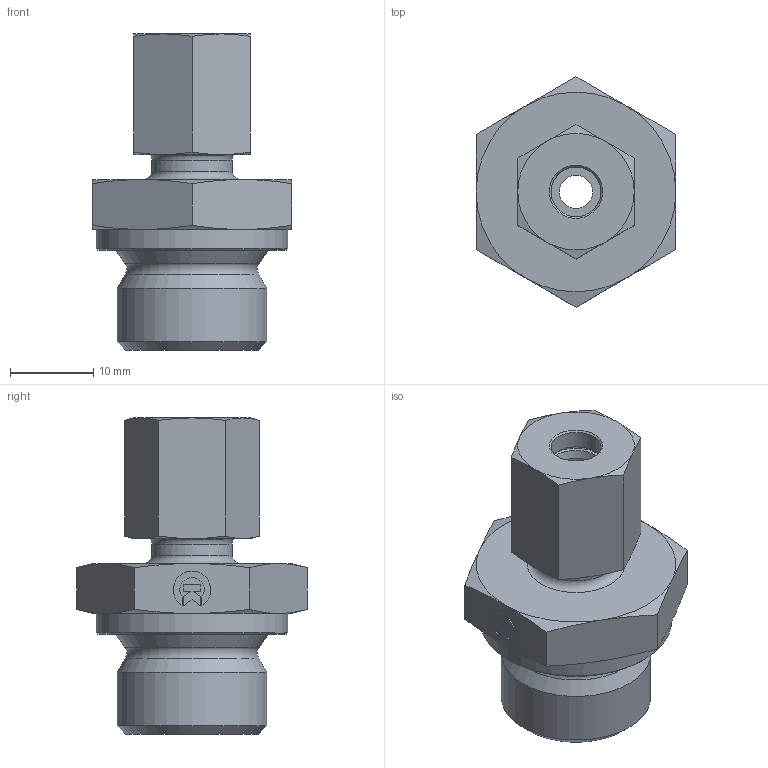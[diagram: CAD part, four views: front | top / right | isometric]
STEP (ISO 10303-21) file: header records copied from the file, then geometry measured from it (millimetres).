
FILE_DESCRIPTION((''),'2;1');
FILE_NAME('024061812.stp','2014-07-28T12:04:21',(''),('KNOMI spol. s r. o.'),'Autodesk Inventor 2012','Autodesk Inventor 2012','');
FILE_SCHEMA(('AUTOMOTIVE_DESIGN { 1 2 10303 214 0 1 1 1 }'));
Length unit declared in the file: millimetre
Products named in the file (4): PHAM2K 6LM18 M18/M12; 014 06 1812; 40106; 3910612
Assembly tree (3 placements, depth 2):
  PHAM2K 6LM18 M18/M12
    014 06 1812
    40106
    3910612
Bounding box: 24.01 x 27.71 x 38 mm (x, y, z)
Volume: 7608.7 mm3; surface area: 5243 mm2
Topology: 3 solids, 3 shells, 115 faces, 260 edges, 162 vertices
Faces by surface type: plane 53, cone 41, cylinder 16, torus 5
Full cylindrical faces by diameter (mm): 4 x1, 6 x3, 8 x1, 9.7 x1, 10 x1, 10.376 x1, 11 x1, 12 x1, 18 x1, 23 x1
Entity records: 3163 total; most frequent: CARTESIAN_POINT 594, DIRECTION 492, ORIENTED_EDGE 438, EDGE_CURVE 219, AXIS2_PLACEMENT_3D 197, EDGE_LOOP 164, VERTEX_POINT 153, STYLED_ITEM 118
